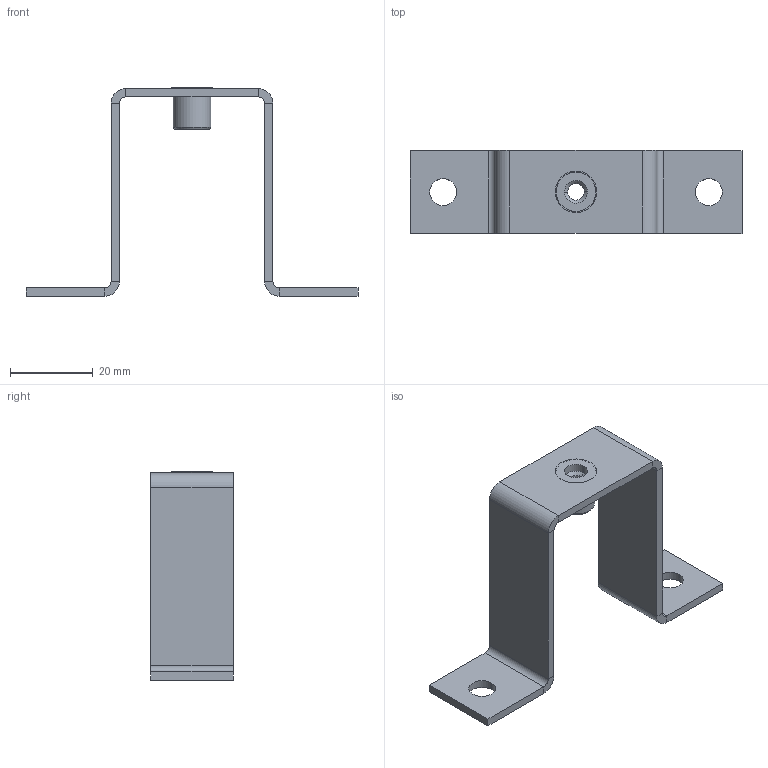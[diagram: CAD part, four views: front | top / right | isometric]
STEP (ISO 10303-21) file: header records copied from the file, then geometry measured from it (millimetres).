
FILE_DESCRIPTION (( 'STEP AP203' ), '1' );
FILE_NAME ('Êðîíøòåéí äëÿ óñòàíîâêè DIN-ðåéêè (H=50ìì) EKF PROxima.STEP', '2021-07-13T11:54:39', ( '' ), ( '' ), 'SwSTEP 2.0', 'SolidWorks 2021', '' );
FILE_SCHEMA (( 'CONFIG_CONTROL_DESIGN' ));
Length unit declared in the file: millimetre
Products named in the file (3): Çàêëåïêà ãàå÷íàÿ Ì6; ﾌﾈ-1653.01.00.001 ﾊ煇鳫; Êðîíøòåéí äëÿ óñòàíîâêè DIN-ðåéêè (H=50ìì) EKF PROxima
Assembly tree (2 placements, depth 2):
  Êðîíøòåéí äëÿ óñòàíîâêè DIN-ðåéêè (H=50ìì) EKF PROxima
    ﾌﾈ-1653.01.00.001 ﾊ煇鳫
    Çàêëåïêà ãàå÷íàÿ Ì6
Bounding box: 80 x 20 x 50.2 mm (x, y, z)
Volume: 7088.9 mm3; surface area: 8053.1 mm2
Topology: 2 solids, 2 shells, 70 faces, 146 edges, 82 vertices
Faces by surface type: plane 34, cylinder 24, cone 8, torus 4
Entity records: 2145 total; most frequent: DIRECTION 358, CARTESIAN_POINT 303, ORIENTED_EDGE 292, EDGE_CURVE 146, AXIS2_PLACEMENT_3D 137, LINE 84, VECTOR 84, VERTEX_POINT 82
